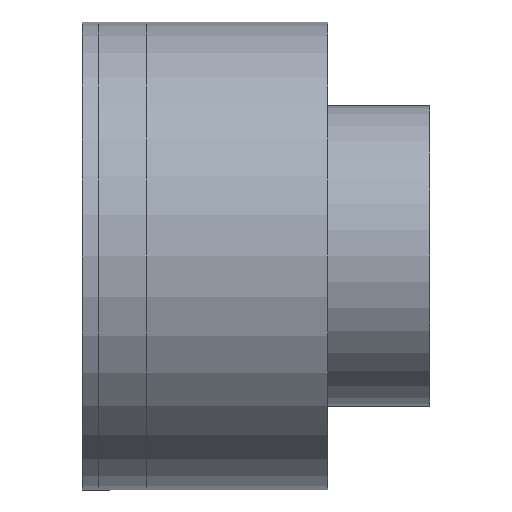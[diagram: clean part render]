
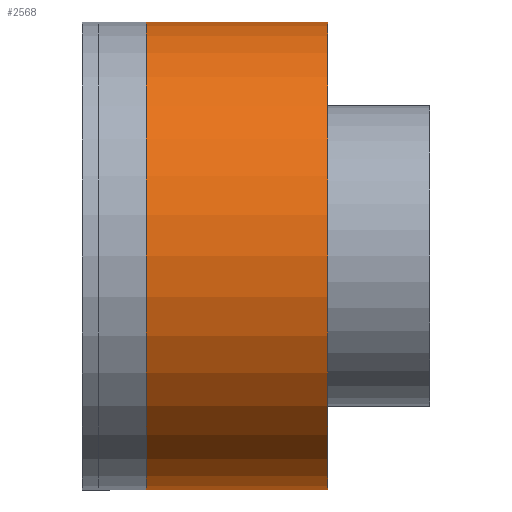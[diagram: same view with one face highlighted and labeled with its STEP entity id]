
A CAD part, front view. The second image highlights one B-rep face of the part: STEP entity #2568.
In plain terms, the highlighted cylindrical face has radius 42.5 mm (diameter 85 mm), a full revolution.
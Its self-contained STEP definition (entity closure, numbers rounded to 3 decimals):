
#722 = AXIS2_PLACEMENT_3D ( 'NONE', #15118, #7998, #944 ) ;
#944 = DIRECTION ( 'NONE',  ( 0., -1., 0. ) ) ;
#1924 = DIRECTION ( 'NONE',  ( 0., 0., 1. ) ) ;
#2087 = CARTESIAN_POINT ( 'NONE',  ( 41.5, 0., 42.5 ) ) ;
#2568 = ADVANCED_FACE ( 'NONE', ( #27779, #20443, #15720 ), #11286, .T. ) ;
#2664 = CIRCLE ( 'NONE', #29965, 42.5 ) ;
#3274 = CARTESIAN_POINT ( 'NONE',  ( 32.5, 0., 0. ) ) ;
#4281 = DIRECTION ( 'NONE',  ( 0., 0., 1. ) ) ;
#4602 = EDGE_CURVE ( 'NONE', #21748, #7118, #11938, .T. ) ;
#4620 = VECTOR ( 'NONE', #19457, 1000. ) ;
#5118 = VERTEX_POINT ( 'NONE', #27963 ) ;
#5324 = DIRECTION ( 'NONE',  ( 0., 0., 1. ) ) ;
#5431 = CARTESIAN_POINT ( 'NONE',  ( 8.5, 41.5, 9.165 ) ) ;
#6130 = ORIENTED_EDGE ( 'NONE', *, *, #25969, .T. ) ;
#6203 = CARTESIAN_POINT ( 'NONE',  ( 12.5, 41.5, 9.165 ) ) ;
#7118 = VERTEX_POINT ( 'NONE', #12815 ) ;
#7135 = VERTEX_POINT ( 'NONE', #2087 ) ;
#7370 = EDGE_CURVE ( 'NONE', #7135, #7135, #14208, .T. ) ;
#7998 = DIRECTION ( 'NONE',  ( -1., 0., 0. ) ) ;
#9038 = CARTESIAN_POINT ( 'NONE',  ( 8.5, 0., 0. ) ) ;
#11286 = CYLINDRICAL_SURFACE ( 'NONE', #27265, 42.5 ) ;
#11457 = CARTESIAN_POINT ( 'NONE',  ( 32.5, 41.5, 9.165 ) ) ;
#11938 = CIRCLE ( 'NONE', #722, 42.5 ) ;
#12143 = EDGE_CURVE ( 'NONE', #15478, #15478, #2664, .T. ) ;
#12815 = CARTESIAN_POINT ( 'NONE',  ( 12.5, 41.5, -9.165 ) ) ;
#13521 = CARTESIAN_POINT ( 'NONE',  ( 8.5, 0., 0. ) ) ;
#13928 = CARTESIAN_POINT ( 'NONE',  ( 8.5, 41.5, -9.165 ) ) ;
#14208 = CIRCLE ( 'NONE', #25431, 42.5 ) ;
#14212 = EDGE_LOOP ( 'NONE', ( #6130, #28614, #29880, #27389 ) ) ;
#14650 = ORIENTED_EDGE ( 'NONE', *, *, #7370, .T. ) ;
#15043 = ORIENTED_EDGE ( 'NONE', *, *, #12143, .F. ) ;
#15118 = CARTESIAN_POINT ( 'NONE',  ( 12.5, 0., 0. ) ) ;
#15478 = VERTEX_POINT ( 'NONE', #29970 ) ;
#15720 = FACE_OUTER_BOUND ( 'NONE', #18702, .T. ) ;
#16222 = LINE ( 'NONE', #13928, #21969 ) ;
#16463 = EDGE_CURVE ( 'NONE', #7118, #5118, #16222, .T. ) ;
#17013 = LINE ( 'NONE', #5431, #4620 ) ;
#18173 = DIRECTION ( 'NONE',  ( -1., 0., 0. ) ) ;
#18702 = EDGE_LOOP ( 'NONE', ( #14650 ) ) ;
#19457 = DIRECTION ( 'NONE',  ( -1., 0., 0. ) ) ;
#19733 = EDGE_CURVE ( 'NONE', #23778, #21748, #17013, .T. ) ;
#20443 = FACE_OUTER_BOUND ( 'NONE', #21300, .T. ) ;
#21300 = EDGE_LOOP ( 'NONE', ( #15043 ) ) ;
#21748 = VERTEX_POINT ( 'NONE', #6203 ) ;
#21756 = DIRECTION ( 'NONE',  ( 1., 0., 0. ) ) ;
#21969 = VECTOR ( 'NONE', #23253, 1000. ) ;
#22850 = DIRECTION ( 'NONE',  ( -1., 0., 0. ) ) ;
#23253 = DIRECTION ( 'NONE',  ( 1., 0., 0. ) ) ;
#23778 = VERTEX_POINT ( 'NONE', #11457 ) ;
#23790 = CARTESIAN_POINT ( 'NONE',  ( 41.5, 0., 0. ) ) ;
#25399 = CIRCLE ( 'NONE', #27857, 42.5 ) ;
#25431 = AXIS2_PLACEMENT_3D ( 'NONE', #23790, #26216, #5324 ) ;
#25969 = EDGE_CURVE ( 'NONE', #5118, #23778, #25399, .T. ) ;
#26216 = DIRECTION ( 'NONE',  ( -1., 0., 0. ) ) ;
#26313 = DIRECTION ( 'NONE',  ( 0., 0., -1. ) ) ;
#27265 = AXIS2_PLACEMENT_3D ( 'NONE', #9038, #18173, #4281 ) ;
#27389 = ORIENTED_EDGE ( 'NONE', *, *, #16463, .T. ) ;
#27779 = FACE_BOUND ( 'NONE', #14212, .T. ) ;
#27857 = AXIS2_PLACEMENT_3D ( 'NONE', #3274, #21756, #26313 ) ;
#27963 = CARTESIAN_POINT ( 'NONE',  ( 32.5, 41.5, -9.165 ) ) ;
#28614 = ORIENTED_EDGE ( 'NONE', *, *, #19733, .T. ) ;
#29880 = ORIENTED_EDGE ( 'NONE', *, *, #4602, .T. ) ;
#29965 = AXIS2_PLACEMENT_3D ( 'NONE', #13521, #22850, #1924 ) ;
#29970 = CARTESIAN_POINT ( 'NONE',  ( 8.5, 0., 42.5 ) ) ;
